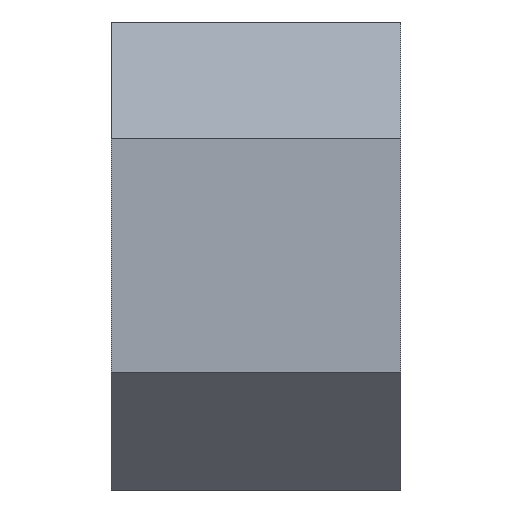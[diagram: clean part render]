
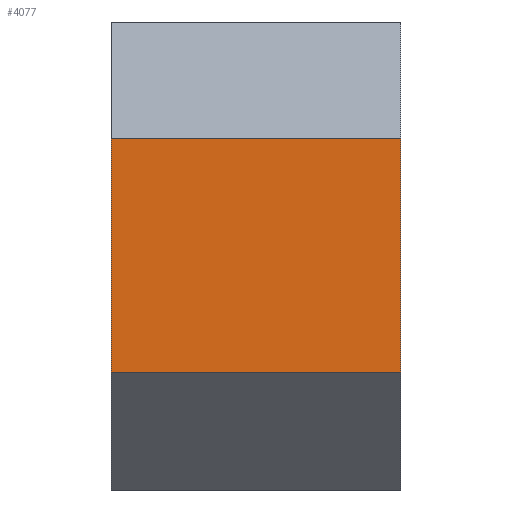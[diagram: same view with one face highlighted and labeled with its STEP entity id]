
A CAD part, front view. The second image highlights one B-rep face of the part: STEP entity #4077.
In plain terms, the highlighted planar face has unit normal (0, -1, 0).
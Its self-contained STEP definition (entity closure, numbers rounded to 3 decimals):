
#441=FACE_OUTER_BOUND('',#681,.T.);
#681=EDGE_LOOP('',(#3582,#3583,#3584,#3585));
#1041=LINE('',#6988,#1481);
#1072=LINE('',#7054,#1512);
#1109=LINE('',#7162,#1549);
#1113=LINE('',#7168,#1553);
#1481=VECTOR('',#4842,10.);
#1512=VECTOR('',#4893,10.);
#1549=VECTOR('',#4976,10.);
#1553=VECTOR('',#4984,10.);
#1891=VERTEX_POINT('',#6985);
#1892=VERTEX_POINT('',#6987);
#1917=VERTEX_POINT('',#7052);
#1965=VERTEX_POINT('',#7160);
#2425=EDGE_CURVE('',#1892,#1891,#1041,.T.);
#2458=EDGE_CURVE('',#1891,#1917,#1072,.T.);
#2513=EDGE_CURVE('',#1917,#1965,#1109,.T.);
#2517=EDGE_CURVE('',#1965,#1892,#1113,.T.);
#3582=ORIENTED_EDGE('',*,*,#2458,.T.);
#3583=ORIENTED_EDGE('',*,*,#2513,.T.);
#3584=ORIENTED_EDGE('',*,*,#2517,.T.);
#3585=ORIENTED_EDGE('',*,*,#2425,.T.);
#3878=PLANE('',#4272);
#4077=ADVANCED_FACE('',(#441),#3878,.T.);
#4272=AXIS2_PLACEMENT_3D('',#7176,#4997,#4998);
#4842=DIRECTION('',(0.,0.,1.));
#4893=DIRECTION('',(-1.,0.,0.));
#4976=DIRECTION('',(0.,0.,-1.));
#4984=DIRECTION('',(1.,0.,0.));
#4997=DIRECTION('center_axis',(0.,-1.,0.));
#4998=DIRECTION('ref_axis',(0.,0.,-1.));
#6985=CARTESIAN_POINT('',(25.,45.,55.));
#6987=CARTESIAN_POINT('',(25.,45.,15.));
#6988=CARTESIAN_POINT('',(25.,45.,-5.));
#7052=CARTESIAN_POINT('',(-24.509,45.,55.));
#7054=CARTESIAN_POINT('',(-12.132,45.,55.));
#7160=CARTESIAN_POINT('',(-24.509,45.,15.));
#7162=CARTESIAN_POINT('',(-24.509,45.,75.));
#7168=CARTESIAN_POINT('',(-12.132,45.,15.));
#7176=CARTESIAN_POINT('Origin',(0.245,45.,35.));
